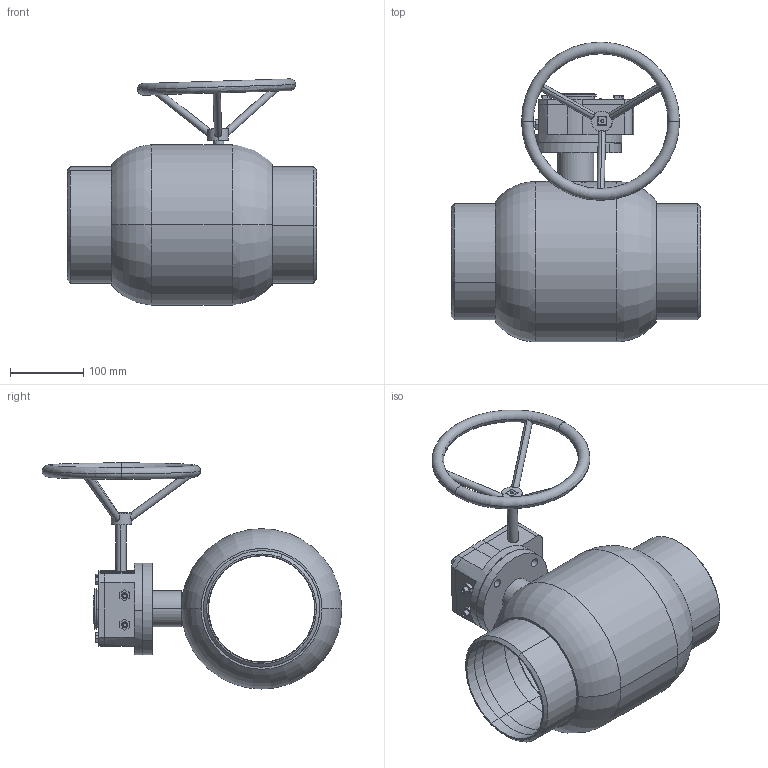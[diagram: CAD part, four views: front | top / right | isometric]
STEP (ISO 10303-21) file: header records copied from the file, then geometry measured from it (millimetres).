
FILE_DESCRIPTION (( 'STEP AP214' ), '1' );
FILE_NAME ('DN150涡轮球阀PN25.STEP', '2023-10-08T01:45:38', ( '' ), ( '' ), 'SwSTEP 2.0', 'SolidWorks 2019', '' );
FILE_SCHEMA (( 'AUTOMOTIVE_DESIGN' ));
Length unit declared in the file: millimetre
Products named in the file (9): 125-150攫; DN150恦謫⑩概PN25; Q61F-150-4傻諉; DN150恘謫; 125-150恦謫; DN150忒謫; Q61F-125-3概裝; Q61F-150-5粣杶; Q61F-150-1概极樓馱
Assembly tree (9 placements, depth 3):
  DN150恦謫⑩概PN25
    Q61F-150-1概极樓馱
    Q61F-150-5粣杶
    Q61F-150-4傻諉  x2
    Q61F-125-3概裝
    125-150攫
    125-150恦謫
      DN150恘謫
      DN150忒謫
Bounding box: 340 x 409 x 308.77 mm (x, y, z)
Volume: 2746631.1 mm3; surface area: 714982.9 mm2
Topology: 19 solids, 19 shells, 575 faces, 1450 edges, 941 vertices
Faces by surface type: plane 353, cylinder 117, bspline 65, torus 28, cone 12
Entity records: 21951 total; most frequent: CARTESIAN_POINT 7286, ORIENTED_EDGE 2824, DIRECTION 2526, EDGE_CURVE 1412, VECTOR 950, LINE 950, VERTEX_POINT 919, AXIS2_PLACEMENT_3D 788
